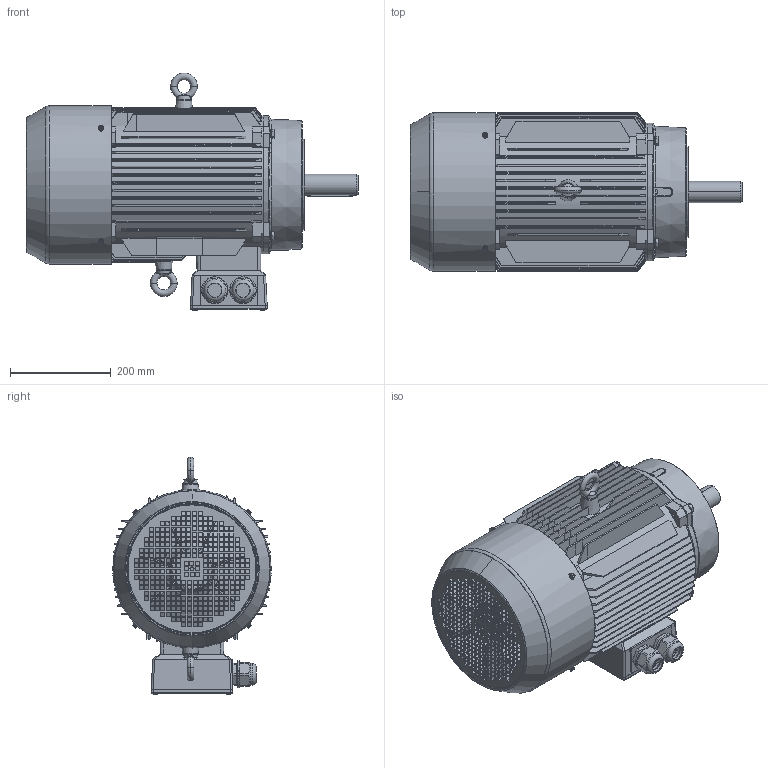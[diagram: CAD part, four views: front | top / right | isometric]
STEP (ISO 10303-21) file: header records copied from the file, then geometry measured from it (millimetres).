
FILE_DESCRIPTION(/* description */ (''),/* implementation_level */ '2;1');
FILE_NAME(/* name */ 'JM-160L-4-B14A(上下吊环 JM-160-4风扇).step',/* time_stamp */ '2023-12-02T14:26:05+08:00',/* author */ (''),/* organization */ (''),/* preprocessor_version */ 'ST-DEVELOPER v16',/* originating_system */ 'SIEMENS PLM Software NX 10.0',/* authorisation */ '');
FILE_SCHEMA (('AUTOMOTIVE_DESIGN { 1 0 10303 214 3 1 1 1 }'));
Length unit declared in the file: millimetre
Products named in the file (1): JM-160L-B14A_上下吊环__step
Bounding box: 657.96 x 314 x 471.6 mm (x, y, z)
Volume: 8825897.7 mm3; surface area: 2777813.5 mm2
Topology: 61 solids, 61 shells, 4353 faces, 11507 edges, 7422 vertices
Faces by surface type: plane 2495, cylinder 921, torus 373, cone 296, bspline 256, sphere 12
Full cylindrical faces by diameter (mm): 4.48 x8, 5 x8, 5.3 x4, 5.35 x8, 6 x8, 7 x8, 9.026 x8, 10 x16, 11.2 x8, 16 x1, 27.5 x2, 32.5 x4, 38.75 x12, 40 x4, 41.25 x12, 43 x1, 43.125 x2, 53.125 x2, 54 x1, 100.01 x1, 132 x1, 180 x1, 263 x1, 311 x1, 314 x1
Entity records: 153605 total; most frequent: CARTESIAN_POINT 45784, ORIENTED_EDGE 22260, DIRECTION 20427, EDGE_CURVE 11130, VERTEX_POINT 7292, LINE 6843, VECTOR 6843, AXIS2_PLACEMENT_3D 6792
